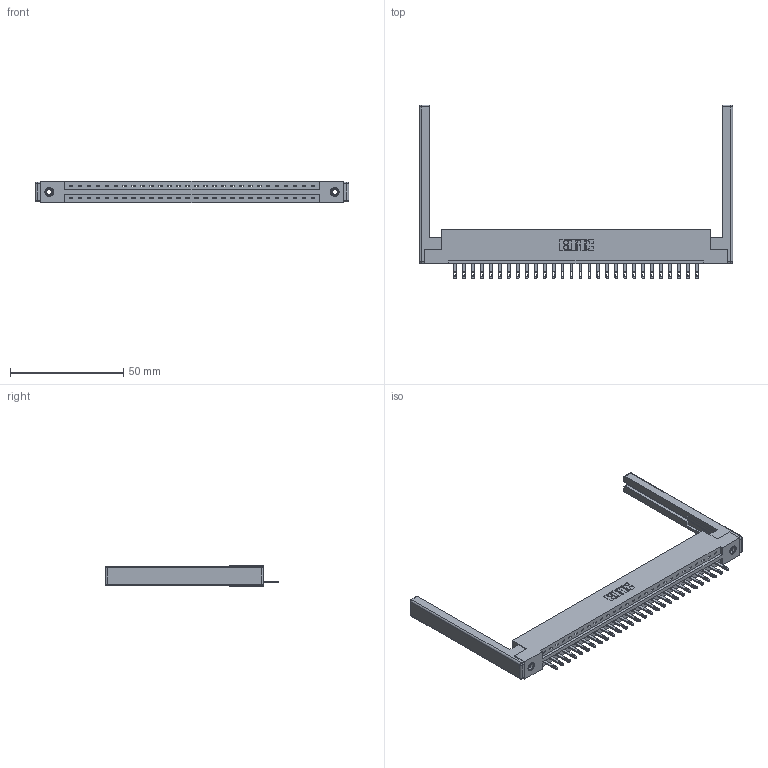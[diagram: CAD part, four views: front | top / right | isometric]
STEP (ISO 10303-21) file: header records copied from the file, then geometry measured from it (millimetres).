
FILE_DESCRIPTION (( 'STEP AP203' ), '1' );
FILE_NAME ('337-028-500-168.STEP', '2019-09-30T20:25:42', ( '' ), ( '' ), 'SwSTEP 2.0', 'SolidWorks 2016', '' );
FILE_SCHEMA (( 'CONFIG_CONTROL_DESIGN' ));
Length unit declared in the file: inch
Products named in the file (5): 345-292-001_345-293-100; 337-028-500-168; 337 Part_Flush Mounting Lugs - 0.156 Dia-TI; 345-250-001_345-250-001-102; 307-220-068
Assembly tree (33 placements, depth 2):
  337-028-500-168
    337 Part_Flush Mounting Lugs - 0.156 Dia-TI
    345-292-001_345-293-100  x28
    345-250-001_345-250-001-102  x2
    307-220-068  x2
Bounding box: 138.38 x 76.59 x 9.4 mm (x, y, z)
Volume: 18615.6 mm3; surface area: 18779.1 mm2
Topology: 33 solids, 33 shells, 1892 faces, 5741 edges, 3806 vertices
Faces by surface type: plane 1278, cylinder 590, cone 12, sphere 8, torus 4
Entity records: 25314 total; most frequent: CARTESIAN_POINT 4363, ORIENTED_EDGE 4316, DIRECTION 3776, EDGE_CURVE 2158, LINE 1976, VECTOR 1976, VERTEX_POINT 1430, AXIS2_PLACEMENT_3D 900
